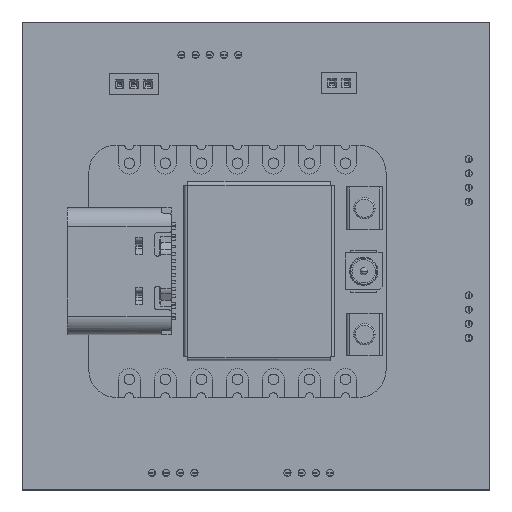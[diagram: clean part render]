
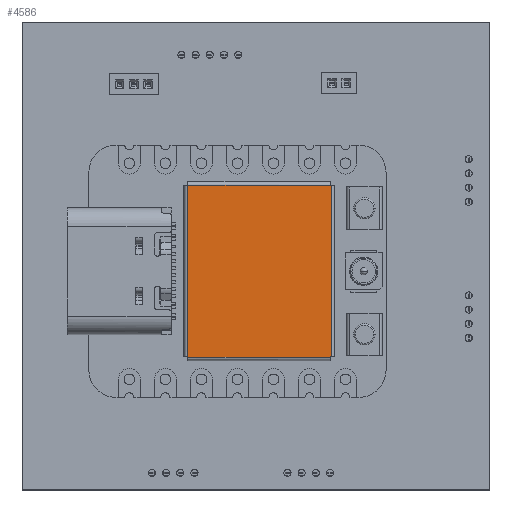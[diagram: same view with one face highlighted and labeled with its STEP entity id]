
A CAD part, top view. The second image highlights one B-rep face of the part: STEP entity #4586.
In plain terms, the highlighted face is planar.
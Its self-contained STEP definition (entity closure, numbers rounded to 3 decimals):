
#3449 = VERTEX_POINT('',#3450);
#3450 = CARTESIAN_POINT('',(6.08,3.,-3.498));
#3464 = VERTEX_POINT('',#3465);
#3465 = CARTESIAN_POINT('',(6.03,3.,-3.498));
#3471 = EDGE_CURVE('',#3449,#3464,#3472,.T.);
#3472 = LINE('',#3473,#3474);
#3473 = CARTESIAN_POINT('',(0.,3.,-3.498));
#3474 = VECTOR('',#3475,1.);
#3475 = DIRECTION('',(-1.,0.,0.));
#3495 = VERTEX_POINT('',#3496);
#3496 = CARTESIAN_POINT('',(6.03,3.,-3.548));
#3503 = EDGE_CURVE('',#3464,#3495,#3504,.T.);
#3504 = LINE('',#3505,#3506);
#3505 = CARTESIAN_POINT('',(6.03,3.,0.));
#3506 = VECTOR('',#3507,1.);
#3507 = DIRECTION('',(0.,0.,-1.));
#3668 = VERTEX_POINT('',#3669);
#3669 = CARTESIAN_POINT('',(-6.03,3.,-3.548));
#3733 = VERTEX_POINT('',#3734);
#3734 = CARTESIAN_POINT('',(-6.03,3.,-3.498));
#3740 = EDGE_CURVE('',#3668,#3733,#3741,.T.);
#3741 = LINE('',#3742,#3743);
#3742 = CARTESIAN_POINT('',(-6.03,3.,0.));
#3743 = VECTOR('',#3744,1.);
#3744 = DIRECTION('',(0.,0.,1.));
#3764 = VERTEX_POINT('',#3765);
#3765 = CARTESIAN_POINT('',(-6.08,3.,-3.498));
#3772 = EDGE_CURVE('',#3733,#3764,#3773,.T.);
#3773 = LINE('',#3774,#3775);
#3774 = CARTESIAN_POINT('',(0.,3.,-3.498));
#3775 = VECTOR('',#3776,1.);
#3776 = DIRECTION('',(-1.,0.,0.));
#3937 = VERTEX_POINT('',#3938);
#3938 = CARTESIAN_POINT('',(-6.08,3.,6.563));
#4002 = VERTEX_POINT('',#4003);
#4003 = CARTESIAN_POINT('',(-6.03,3.,6.563));
#4009 = EDGE_CURVE('',#3937,#4002,#4010,.T.);
#4010 = LINE('',#4011,#4012);
#4011 = CARTESIAN_POINT('',(0.,3.,6.563));
#4012 = VECTOR('',#4013,1.);
#4013 = DIRECTION('',(1.,0.,0.));
#4033 = VERTEX_POINT('',#4034);
#4034 = CARTESIAN_POINT('',(-6.03,3.,6.613));
#4041 = EDGE_CURVE('',#4002,#4033,#4042,.T.);
#4042 = LINE('',#4043,#4044);
#4043 = CARTESIAN_POINT('',(-6.03,3.,0.));
#4044 = VECTOR('',#4045,1.);
#4045 = DIRECTION('',(-0.,0.,1.));
#4206 = VERTEX_POINT('',#4207);
#4207 = CARTESIAN_POINT('',(6.03,3.,6.613));
#4271 = VERTEX_POINT('',#4272);
#4272 = CARTESIAN_POINT('',(6.03,3.,6.563));
#4278 = EDGE_CURVE('',#4206,#4271,#4279,.T.);
#4279 = LINE('',#4280,#4281);
#4280 = CARTESIAN_POINT('',(6.03,3.,0.));
#4281 = VECTOR('',#4282,1.);
#4282 = DIRECTION('',(0.,0.,-1.));
#4302 = VERTEX_POINT('',#4303);
#4303 = CARTESIAN_POINT('',(6.08,3.,6.563));
#4310 = EDGE_CURVE('',#4271,#4302,#4311,.T.);
#4311 = LINE('',#4312,#4313);
#4312 = CARTESIAN_POINT('',(0.,3.,6.563));
#4313 = VECTOR('',#4314,1.);
#4314 = DIRECTION('',(1.,0.,0.));
#4586 = ADVANCED_FACE('',(#4587),#4621,.F.);
#4587 = FACE_BOUND('',#4588,.T.);
#4588 = EDGE_LOOP('',(#4589,#4590,#4596,#4597,#4598,#4604,#4605,#4606,
    #4612,#4613,#4614,#4620));
#4589 = ORIENTED_EDGE('',*,*,#4310,.T.);
#4590 = ORIENTED_EDGE('',*,*,#4591,.T.);
#4591 = EDGE_CURVE('',#4302,#3449,#4592,.T.);
#4592 = LINE('',#4593,#4594);
#4593 = CARTESIAN_POINT('',(6.08,3.,0.));
#4594 = VECTOR('',#4595,1.);
#4595 = DIRECTION('',(0.,0.,-1.));
#4596 = ORIENTED_EDGE('',*,*,#3471,.T.);
#4597 = ORIENTED_EDGE('',*,*,#3503,.T.);
#4598 = ORIENTED_EDGE('',*,*,#4599,.T.);
#4599 = EDGE_CURVE('',#3495,#3668,#4600,.T.);
#4600 = LINE('',#4601,#4602);
#4601 = CARTESIAN_POINT('',(0.,3.,-3.548));
#4602 = VECTOR('',#4603,1.);
#4603 = DIRECTION('',(-1.,0.,0.));
#4604 = ORIENTED_EDGE('',*,*,#3740,.T.);
#4605 = ORIENTED_EDGE('',*,*,#3772,.T.);
#4606 = ORIENTED_EDGE('',*,*,#4607,.T.);
#4607 = EDGE_CURVE('',#3764,#3937,#4608,.T.);
#4608 = LINE('',#4609,#4610);
#4609 = CARTESIAN_POINT('',(-6.08,3.,0.));
#4610 = VECTOR('',#4611,1.);
#4611 = DIRECTION('',(0.,0.,1.));
#4612 = ORIENTED_EDGE('',*,*,#4009,.T.);
#4613 = ORIENTED_EDGE('',*,*,#4041,.T.);
#4614 = ORIENTED_EDGE('',*,*,#4615,.T.);
#4615 = EDGE_CURVE('',#4033,#4206,#4616,.T.);
#4616 = LINE('',#4617,#4618);
#4617 = CARTESIAN_POINT('',(0.,3.,6.613));
#4618 = VECTOR('',#4619,1.);
#4619 = DIRECTION('',(1.,0.,0.));
#4620 = ORIENTED_EDGE('',*,*,#4278,.T.);
#4621 = PLANE('',#4622);
#4622 = AXIS2_PLACEMENT_3D('',#4623,#4624,#4625);
#4623 = CARTESIAN_POINT('',(0.,3.,0.));
#4624 = DIRECTION('',(0.,-1.,0.));
#4625 = DIRECTION('',(0.,-0.,-1.));
